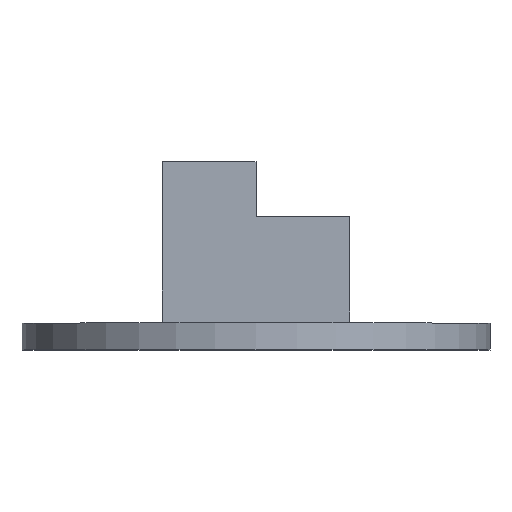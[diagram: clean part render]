
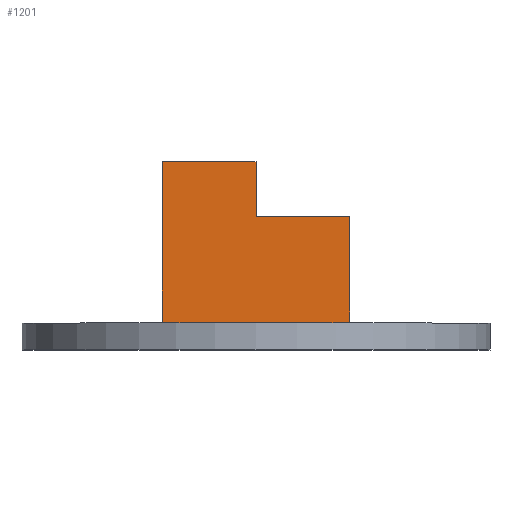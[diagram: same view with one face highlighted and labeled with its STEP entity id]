
A CAD part, top view. The second image highlights one B-rep face of the part: STEP entity #1201.
In plain terms, the highlighted planar face has unit normal (0, 0, 1).
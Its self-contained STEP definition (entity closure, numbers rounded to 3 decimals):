
#55=LINE('',#1785,#157);
#125=LINE('',#2014,#227);
#133=LINE('',#2034,#235);
#151=LINE('',#2071,#253);
#153=LINE('',#2074,#255);
#154=LINE('',#2076,#256);
#157=VECTOR('',#1410,10.);
#227=VECTOR('',#1652,10.);
#235=VECTOR('',#1668,10.);
#253=VECTOR('',#1712,10.);
#255=VECTOR('',#1716,10.);
#256=VECTOR('',#1719,10.);
#329=FACE_OUTER_BOUND('',#403,.T.);
#403=EDGE_LOOP('',(#1102,#1103,#1104,#1105,#1106,#1107));
#504=VERTEX_POINT('',#1782);
#505=VERTEX_POINT('',#1784);
#577=VERTEX_POINT('',#2011);
#578=VERTEX_POINT('',#2013);
#585=VERTEX_POINT('',#2031);
#586=VERTEX_POINT('',#2033);
#620=EDGE_CURVE('',#505,#504,#55,.T.);
#733=EDGE_CURVE('',#577,#578,#125,.T.);
#743=EDGE_CURVE('',#585,#586,#133,.T.);
#763=EDGE_CURVE('',#577,#586,#151,.T.);
#765=EDGE_CURVE('',#505,#585,#153,.T.);
#766=EDGE_CURVE('',#504,#578,#154,.T.);
#1102=ORIENTED_EDGE('',*,*,#620,.T.);
#1103=ORIENTED_EDGE('',*,*,#766,.T.);
#1104=ORIENTED_EDGE('',*,*,#733,.F.);
#1105=ORIENTED_EDGE('',*,*,#763,.T.);
#1106=ORIENTED_EDGE('',*,*,#743,.F.);
#1107=ORIENTED_EDGE('',*,*,#765,.F.);
#1140=PLANE('',#1349);
#1201=ADVANCED_FACE('',(#329),#1140,.T.);
#1349=AXIS2_PLACEMENT_3D('',#2077,#1720,#1721);
#1410=DIRECTION('',(1.,0.,0.));
#1652=DIRECTION('',(1.,0.,0.));
#1668=DIRECTION('',(1.,0.,0.));
#1712=DIRECTION('',(0.,1.,0.));
#1716=DIRECTION('',(0.,1.,0.));
#1719=DIRECTION('',(0.,1.,0.));
#1720=DIRECTION('center_axis',(0.,0.,1.));
#1721=DIRECTION('ref_axis',(1.,0.,0.));
#1782=CARTESIAN_POINT('',(-63.471,11.27,31.337));
#1784=CARTESIAN_POINT('',(-77.471,11.27,31.337));
#1785=CARTESIAN_POINT('',(-77.471,11.27,31.337));
#2011=CARTESIAN_POINT('',(-70.471,19.27,31.337));
#2013=CARTESIAN_POINT('',(-63.471,19.27,31.337));
#2014=CARTESIAN_POINT('',(-63.471,19.27,31.337));
#2031=CARTESIAN_POINT('',(-77.471,23.35,31.337));
#2033=CARTESIAN_POINT('',(-70.471,23.35,31.337));
#2034=CARTESIAN_POINT('',(-77.471,23.35,31.337));
#2071=CARTESIAN_POINT('',(-70.471,11.27,31.337));
#2074=CARTESIAN_POINT('',(-77.471,11.27,31.337));
#2076=CARTESIAN_POINT('',(-63.471,11.27,31.337));
#2077=CARTESIAN_POINT('Origin',(-70.471,11.27,31.337));
